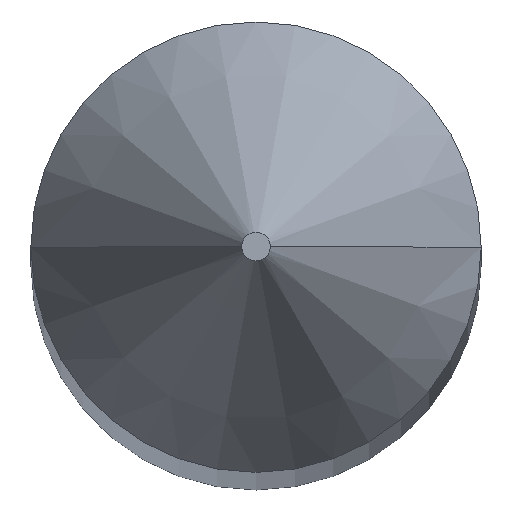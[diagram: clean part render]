
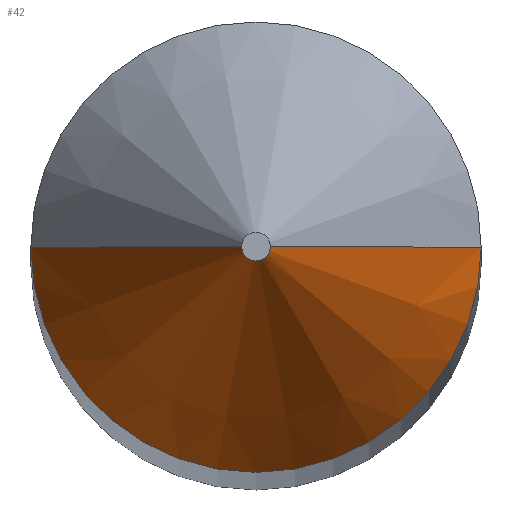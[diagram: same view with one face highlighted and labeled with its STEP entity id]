
A CAD part, top view. The second image highlights one B-rep face of the part: STEP entity #42.
In plain terms, the highlighted conical face has half-angle 30 degrees and reference radius 0.102 mm.
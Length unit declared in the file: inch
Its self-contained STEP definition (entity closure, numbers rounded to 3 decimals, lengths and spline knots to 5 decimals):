
#3 = VERTEX_POINT ( 'NONE', #232 ) ;
#8 = AXIS2_PLACEMENT_3D ( 'NONE', #129, #36, #161 ) ;
#10 = ORIENTED_EDGE ( 'NONE', *, *, #116, .T. ) ;
#17 = DIRECTION ( 'NONE',  ( 0., 0., -1. ) ) ;
#20 = CONICAL_SURFACE ( 'NONE', #8, 0.004, 0.524 ) ;
#33 = EDGE_CURVE ( 'NONE', #3, #221, #242, .T. ) ;
#36 = DIRECTION ( 'NONE',  ( 0., 0., -1. ) ) ;
#42 = ADVANCED_FACE ( 'NONE', ( #171 ), #20, .T. ) ;
#57 = CARTESIAN_POINT ( 'NONE',  ( 0.004, 0., 3. ) ) ;
#59 = DIRECTION ( 'NONE',  ( 0., 0., -1. ) ) ;
#63 = ORIENTED_EDGE ( 'NONE', *, *, #179, .F. ) ;
#67 = VECTOR ( 'NONE', #82, 39.37008 ) ;
#68 = CARTESIAN_POINT ( 'NONE',  ( -0.004, 0., 3. ) ) ;
#71 = CIRCLE ( 'NONE', #114, 0.004 ) ;
#77 = AXIS2_PLACEMENT_3D ( 'NONE', #140, #17, #110 ) ;
#82 = DIRECTION ( 'NONE',  ( 0.5, 0., -0.866 ) ) ;
#88 = ORIENTED_EDGE ( 'NONE', *, *, #183, .T. ) ;
#95 = DIRECTION ( 'NONE',  ( -1., 0., 0. ) ) ;
#104 = VERTEX_POINT ( 'NONE', #195 ) ;
#110 = DIRECTION ( 'NONE',  ( -1., 0., 0. ) ) ;
#113 = EDGE_LOOP ( 'NONE', ( #88, #10, #144, #63 ) ) ;
#114 = AXIS2_PLACEMENT_3D ( 'NONE', #225, #59, #95 ) ;
#116 = EDGE_CURVE ( 'NONE', #104, #221, #212, .T. ) ;
#129 = CARTESIAN_POINT ( 'NONE',  ( 0., 0., 3. ) ) ;
#140 = CARTESIAN_POINT ( 'NONE',  ( 0., 0., 2.89868 ) ) ;
#144 = ORIENTED_EDGE ( 'NONE', *, *, #33, .F. ) ;
#154 = DIRECTION ( 'NONE',  ( -0.5, 0., -0.866 ) ) ;
#161 = DIRECTION ( 'NONE',  ( 1., 0., 0. ) ) ;
#169 = LINE ( 'NONE', #57, #67 ) ;
#171 = FACE_OUTER_BOUND ( 'NONE', #113, .T. ) ;
#177 = VECTOR ( 'NONE', #154, 39.37008 ) ;
#179 = EDGE_CURVE ( 'NONE', #249, #3, #169, .T. ) ;
#183 = EDGE_CURVE ( 'NONE', #249, #104, #71, .T. ) ;
#184 = CARTESIAN_POINT ( 'NONE',  ( 0.004, 0., 3. ) ) ;
#195 = CARTESIAN_POINT ( 'NONE',  ( -0.004, 0., 3. ) ) ;
#212 = LINE ( 'NONE', #68, #177 ) ;
#221 = VERTEX_POINT ( 'NONE', #241 ) ;
#225 = CARTESIAN_POINT ( 'NONE',  ( 0., 0., 3. ) ) ;
#232 = CARTESIAN_POINT ( 'NONE',  ( 0.0625, 0., 2.89868 ) ) ;
#241 = CARTESIAN_POINT ( 'NONE',  ( -0.0625, 0., 2.89868 ) ) ;
#242 = CIRCLE ( 'NONE', #77, 0.0625 ) ;
#249 = VERTEX_POINT ( 'NONE', #184 ) ;
